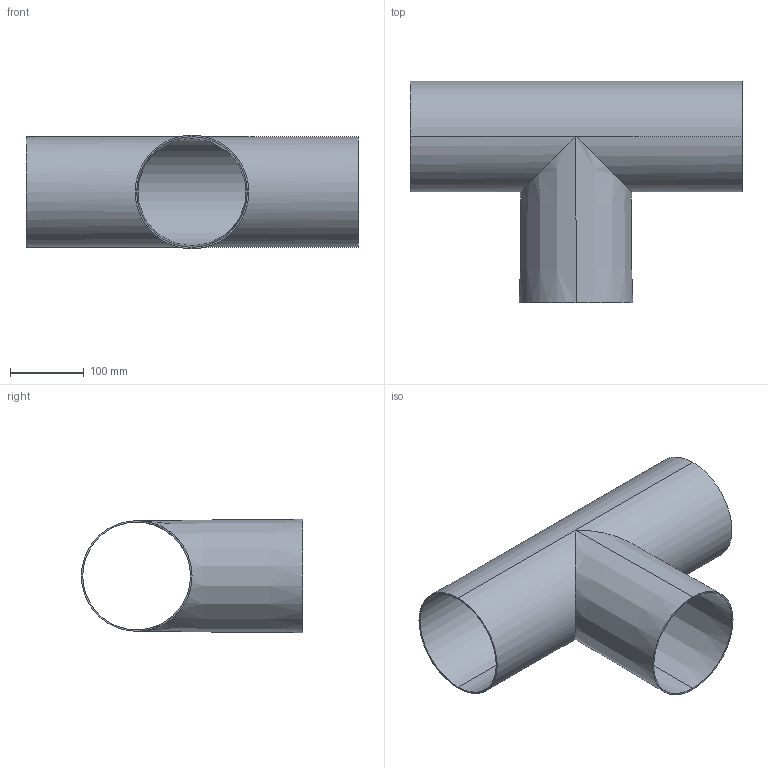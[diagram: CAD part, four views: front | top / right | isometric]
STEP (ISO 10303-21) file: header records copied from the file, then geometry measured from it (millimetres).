
FILE_DESCRIPTION (( 'STEP AP203' ), '1' );
FILE_NAME ('3D_M-3041_154x2_174793930.STEP', '2024-09-10T10:42:39', ( '' ), ( '' ), 'SwSTEP 2.0', 'SolidWorks 2024', '' );
FILE_SCHEMA (( 'CONFIG_CONTROL_DESIGN' ));
Length unit declared in the file: millimetre
Products named in the file (1): 3D_M-3041_154x2_174793930
Bounding box: 450 x 300 x 154 mm (x, y, z)
Volume: 542323.2 mm3; surface area: 545240.5 mm2
Topology: 1 solids, 1 shells, 12 faces, 28 edges, 17 vertices
Faces by surface type: cylinder 5, cone 4, plane 3
Entity records: 837 total; most frequent: CARTESIAN_POINT 473, DIRECTION 63, ORIENTED_EDGE 56, EDGE_CURVE 28, AXIS2_PLACEMENT_3D 26, VERTEX_POINT 17, EDGE_LOOP 15, CIRCLE 13
